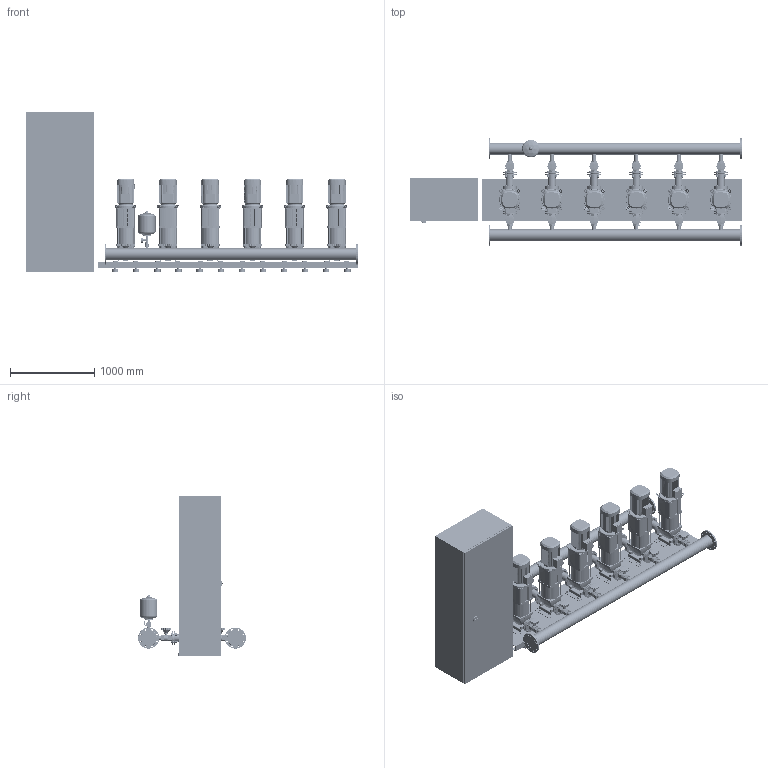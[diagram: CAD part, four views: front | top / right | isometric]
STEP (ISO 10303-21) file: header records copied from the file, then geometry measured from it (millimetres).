
FILE_DESCRIPTION((''),'2;1');
FILE_NAME('3d_CO-6HELIXV2204_K_CC-01-2530542.stp','2016-01-25T08:00:21',(''),(''),'Mechanical Desktop 2009','Mechanical Desktop 2009',', , ');
FILE_SCHEMA(('CONFIG_CONTROL_DESIGN'));
Length unit declared in the file: millimetre
Products named in the file (1): Product
Bounding box: 3930 x 1275 x 1900 mm (x, y, z)
Volume: 1107648535.9 mm3; surface area: 30078948.1 mm2
Topology: 311 solids, 311 shells, 11612 faces, 29645 edges, 19304 vertices
Faces by surface type: plane 4656, cylinder 3118, bspline 2884, cone 568, torus 372, sphere 14
Entity records: 390440 total; most frequent: CARTESIAN_POINT 109377, ORIENTED_EDGE 59286, DIRECTION 55453, EDGE_CURVE 29643, VERTEX_POINT 19302, AXIS2_PLACEMENT_3D 18601, VECTOR 18251, LINE 18251
